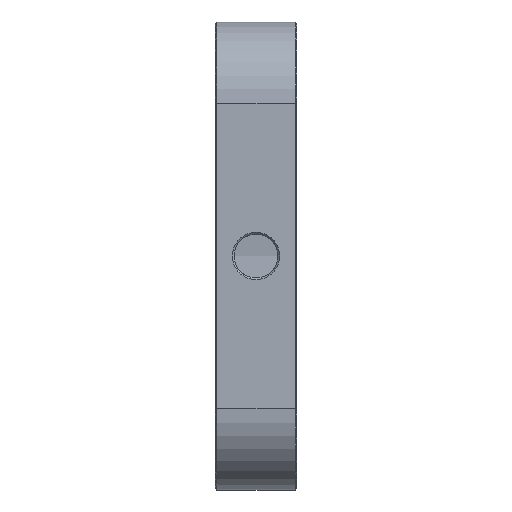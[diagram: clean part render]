
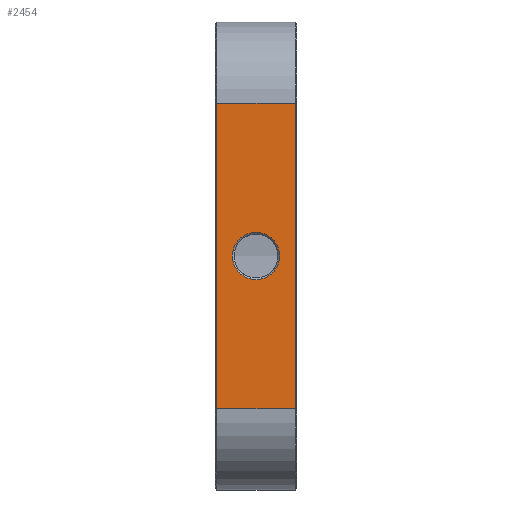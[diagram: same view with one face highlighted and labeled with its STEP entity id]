
A CAD part, left-side view. The second image highlights one B-rep face of the part: STEP entity #2454.
In plain terms, the highlighted planar face has unit normal (-1, 0, 0).
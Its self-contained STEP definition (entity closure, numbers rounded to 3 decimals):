
#117 = DIRECTION ( 'NONE',  ( 1., 0., 0. ) ) ;
#209 = LINE ( 'NONE', #3195, #4213 ) ;
#268 = ORIENTED_EDGE ( 'NONE', *, *, #2840, .T. ) ;
#314 = VECTOR ( 'NONE', #2312, 1000. ) ;
#465 = DIRECTION ( 'NONE',  ( 0., 0., -1. ) ) ;
#688 = CARTESIAN_POINT ( 'NONE',  ( -40., 9.8, -18.75 ) ) ;
#771 = FACE_BOUND ( 'NONE', #894, .T. ) ;
#894 = EDGE_LOOP ( 'NONE', ( #2866, #4258 ) ) ;
#897 = EDGE_CURVE ( 'NONE', #3591, #3120, #2440, .T. ) ;
#1065 = CARTESIAN_POINT ( 'NONE',  ( -40., 0.2, 18.75 ) ) ;
#1089 = CARTESIAN_POINT ( 'NONE',  ( -40., 5., 0. ) ) ;
#1209 = AXIS2_PLACEMENT_3D ( 'NONE', #3769, #3365, #465 ) ;
#1266 = AXIS2_PLACEMENT_3D ( 'NONE', #1089, #117, #1436 ) ;
#1435 = CARTESIAN_POINT ( 'NONE',  ( -40., 10., 18.75 ) ) ;
#1436 = DIRECTION ( 'NONE',  ( 0., 0., -1. ) ) ;
#1474 = LINE ( 'NONE', #1435, #4206 ) ;
#1720 = CARTESIAN_POINT ( 'NONE',  ( -40., 5., 2.9 ) ) ;
#1805 = FACE_OUTER_BOUND ( 'NONE', #3472, .T. ) ;
#1951 = ORIENTED_EDGE ( 'NONE', *, *, #3317, .T. ) ;
#1976 = EDGE_CURVE ( 'NONE', #3120, #3591, #2527, .T. ) ;
#2052 = PLANE ( 'NONE',  #1209 ) ;
#2072 = DIRECTION ( 'NONE',  ( 0., 0., 1. ) ) ;
#2118 = VECTOR ( 'NONE', #2072, 1000. ) ;
#2156 = LINE ( 'NONE', #3749, #2118 ) ;
#2228 = VERTEX_POINT ( 'NONE', #2379 ) ;
#2312 = DIRECTION ( 'NONE',  ( 0., 0., -1. ) ) ;
#2379 = CARTESIAN_POINT ( 'NONE',  ( -40., 9.8, -18.75 ) ) ;
#2425 = EDGE_CURVE ( 'NONE', #2449, #4274, #1474, .T. ) ;
#2440 = CIRCLE ( 'NONE', #1266, 2.9 ) ;
#2444 = EDGE_CURVE ( 'NONE', #3170, #2449, #2156, .T. ) ;
#2449 = VERTEX_POINT ( 'NONE', #1065 ) ;
#2454 = ADVANCED_FACE ( 'NONE', ( #771, #1805 ), #2052, .F. ) ;
#2527 = CIRCLE ( 'NONE', #3203, 2.9 ) ;
#2764 = CARTESIAN_POINT ( 'NONE',  ( -40., 0.2, -18.75 ) ) ;
#2840 = EDGE_CURVE ( 'NONE', #4274, #2228, #2907, .T. ) ;
#2843 = CARTESIAN_POINT ( 'NONE',  ( -40., 5., 0. ) ) ;
#2866 = ORIENTED_EDGE ( 'NONE', *, *, #1976, .T. ) ;
#2907 = LINE ( 'NONE', #688, #314 ) ;
#3120 = VERTEX_POINT ( 'NONE', #1720 ) ;
#3170 = VERTEX_POINT ( 'NONE', #2764 ) ;
#3176 = DIRECTION ( 'NONE',  ( 0., -1., 0. ) ) ;
#3195 = CARTESIAN_POINT ( 'NONE',  ( -40., 10., -18.75 ) ) ;
#3203 = AXIS2_PLACEMENT_3D ( 'NONE', #2843, #4180, #3598 ) ;
#3290 = CARTESIAN_POINT ( 'NONE',  ( -40., 5., -2.9 ) ) ;
#3317 = EDGE_CURVE ( 'NONE', #2228, #3170, #209, .T. ) ;
#3365 = DIRECTION ( 'NONE',  ( 1., 0., 0. ) ) ;
#3472 = EDGE_LOOP ( 'NONE', ( #3683, #268, #1951, #3883 ) ) ;
#3591 = VERTEX_POINT ( 'NONE', #3290 ) ;
#3598 = DIRECTION ( 'NONE',  ( 0., 0., -1. ) ) ;
#3683 = ORIENTED_EDGE ( 'NONE', *, *, #2425, .T. ) ;
#3728 = DIRECTION ( 'NONE',  ( 0., 1., 0. ) ) ;
#3749 = CARTESIAN_POINT ( 'NONE',  ( -40., 0.2, 28.75 ) ) ;
#3769 = CARTESIAN_POINT ( 'NONE',  ( -40., 10., 28.75 ) ) ;
#3883 = ORIENTED_EDGE ( 'NONE', *, *, #2444, .T. ) ;
#4154 = CARTESIAN_POINT ( 'NONE',  ( -40., 9.8, 18.75 ) ) ;
#4180 = DIRECTION ( 'NONE',  ( 1., 0., 0. ) ) ;
#4206 = VECTOR ( 'NONE', #3728, 1000. ) ;
#4213 = VECTOR ( 'NONE', #3176, 1000. ) ;
#4258 = ORIENTED_EDGE ( 'NONE', *, *, #897, .T. ) ;
#4274 = VERTEX_POINT ( 'NONE', #4154 ) ;
